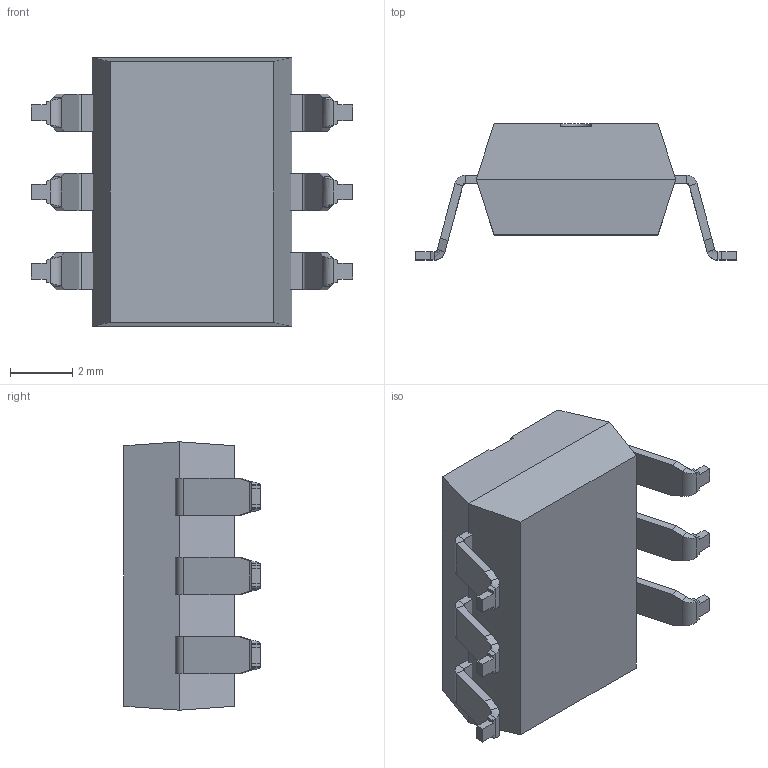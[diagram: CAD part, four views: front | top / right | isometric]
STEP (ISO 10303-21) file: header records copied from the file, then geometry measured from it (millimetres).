
FILE_DESCRIPTION (( 'STEP AP214' ), '1' );
FILE_NAME ('DIP6-OP7.STEP', '2015-12-10T04:29:13', ( '' ), ( '' ), 'SwSTEP 2.0', 'SolidWorks 2015', '' );
FILE_SCHEMA (( 'AUTOMOTIVE_DESIGN' ));
Length unit declared in the file: millimetre
Products named in the file (2): DIP6-OP7
Bounding box: 10.3 x 4.36 x 8.6 mm (x, y, z)
Volume: 200 mm3; surface area: 515.8 mm2
Topology: 4 solids, 4 shells, 174 faces, 402 edges, 236 vertices
Faces by surface type: plane 137, cylinder 25, bspline 12
Entity records: 5110 total; most frequent: CARTESIAN_POINT 1108, ORIENTED_EDGE 804, DIRECTION 706, EDGE_CURVE 402, LINE 326, VECTOR 326, VERTEX_POINT 236, AXIS2_PLACEMENT_3D 190
